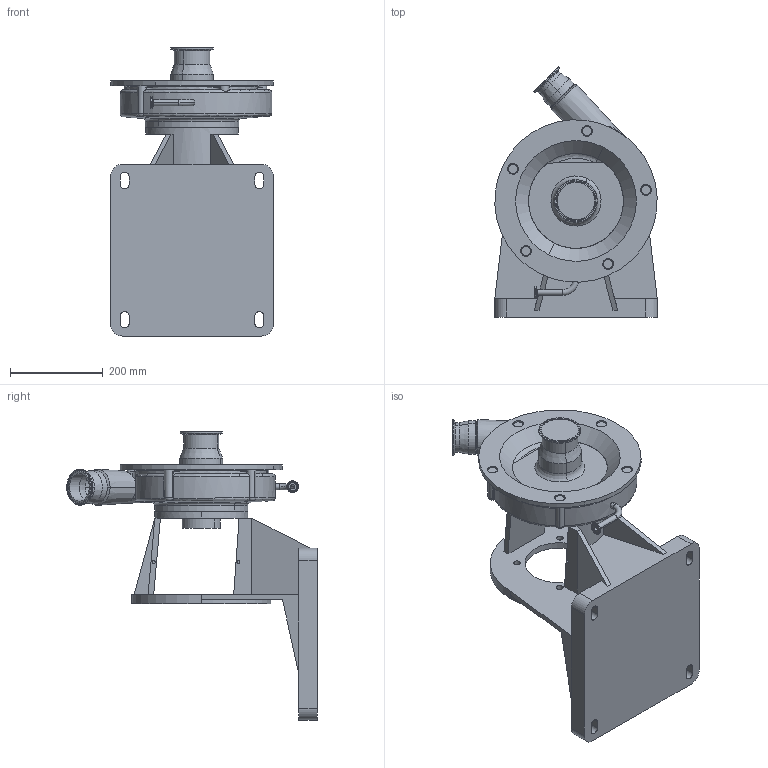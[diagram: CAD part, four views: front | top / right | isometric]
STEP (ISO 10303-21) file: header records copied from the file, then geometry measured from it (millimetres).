
FILE_DESCRIPTION (( 'STEP AP214' ), '1' );
FILE_NAME ('FP 355 250TC 45L 1-2 In ELBOW LEFT.STEP', '2010-02-22T17:55:58', ( ' ' ), ( '' ), 'SwSTEP 2.0', 'SolidWorks 2010', '' );
FILE_SCHEMA (( 'AUTOMOTIVE_DESIGN' ));
Length unit declared in the file: millimetre
Products named in the file (2): FP 355 250TC 45L 1-2 In ELBOW LEFT; FP 355 250TC 45L 1-2 In ELBOW LEFT^1275000123
Assembly tree (1 placements, depth 2):
  FP 355 250TC 45L 1-2 In ELBOW LEFT
    FP 355 250TC 45L 1-2 In ELBOW LEFT^1275000123
Bounding box: 350 x 539.7 x 620.5 mm (x, y, z)
Volume: 16114972.9 mm3; surface area: 1135618.7 mm2
Topology: 2 solids, 4 shells, 456 faces, 1133 edges, 689 vertices
Faces by surface type: cylinder 158, plane 123, torus 63, cone 47, bspline 41, sphere 24
Entity records: 31312 total; most frequent: CARTESIAN_POINT 20568, DIRECTION 2275, ORIENTED_EDGE 2234, EDGE_CURVE 1117, AXIS2_PLACEMENT_3D 951, VERTEX_POINT 685, CIRCLE 532, EDGE_LOOP 504
